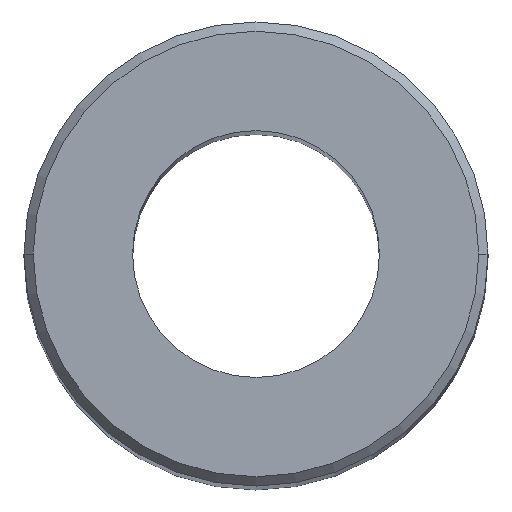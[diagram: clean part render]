
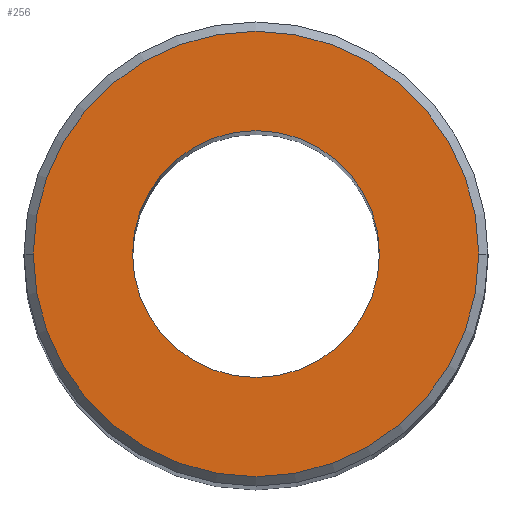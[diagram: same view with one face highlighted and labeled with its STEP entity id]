
A CAD part, top view. The second image highlights one B-rep face of the part: STEP entity #256.
In plain terms, the highlighted planar face has unit normal (0, 0, 1).
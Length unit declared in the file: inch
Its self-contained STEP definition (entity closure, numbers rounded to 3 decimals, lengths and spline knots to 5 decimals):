
#13 = CARTESIAN_POINT ( 'NONE',  ( -0.24, 0., 2.44 ) ) ;
#20 = DIRECTION ( 'NONE',  ( 0., 0., 1. ) ) ;
#21 = VERTEX_POINT ( 'NONE', #151 ) ;
#30 = DIRECTION ( 'NONE',  ( 0., 0., 1. ) ) ;
#31 = ORIENTED_EDGE ( 'NONE', *, *, #127, .F. ) ;
#32 = CIRCLE ( 'NONE', #100, 0.24 ) ;
#42 = CARTESIAN_POINT ( 'NONE',  ( 0., 0., 2.44 ) ) ;
#55 = EDGE_LOOP ( 'NONE', ( #58, #31 ) ) ;
#58 = ORIENTED_EDGE ( 'NONE', *, *, #260, .F. ) ;
#65 = CARTESIAN_POINT ( 'NONE',  ( 0.133, 0., 2.44 ) ) ;
#70 = EDGE_CURVE ( 'NONE', #315, #182, #32, .T. ) ;
#76 = FACE_BOUND ( 'NONE', #55, .T. ) ;
#87 = FACE_OUTER_BOUND ( 'NONE', #137, .T. ) ;
#92 = CARTESIAN_POINT ( 'NONE',  ( 0., 0., 2.44 ) ) ;
#94 = CIRCLE ( 'NONE', #201, 0.24 ) ;
#95 = CARTESIAN_POINT ( 'NONE',  ( 0., 0., 2.44 ) ) ;
#100 = AXIS2_PLACEMENT_3D ( 'NONE', #92, #277, #124 ) ;
#109 = DIRECTION ( 'NONE',  ( 0., 0., 1. ) ) ;
#124 = DIRECTION ( 'NONE',  ( 1., 0., 0. ) ) ;
#127 = EDGE_CURVE ( 'NONE', #147, #21, #287, .T. ) ;
#137 = EDGE_LOOP ( 'NONE', ( #227, #321 ) ) ;
#147 = VERTEX_POINT ( 'NONE', #65 ) ;
#151 = CARTESIAN_POINT ( 'NONE',  ( -0.133, 0., 2.44 ) ) ;
#162 = CARTESIAN_POINT ( 'NONE',  ( 0., 0., 2.44 ) ) ;
#165 = DIRECTION ( 'NONE',  ( 1., 0., 0. ) ) ;
#171 = CARTESIAN_POINT ( 'NONE',  ( 0., 0., 2.44 ) ) ;
#182 = VERTEX_POINT ( 'NONE', #13 ) ;
#187 = DIRECTION ( 'NONE',  ( 1., 0., 0. ) ) ;
#195 = DIRECTION ( 'NONE',  ( 1., 0., 0. ) ) ;
#201 = AXIS2_PLACEMENT_3D ( 'NONE', #171, #30, #195 ) ;
#205 = AXIS2_PLACEMENT_3D ( 'NONE', #42, #109, #262 ) ;
#227 = ORIENTED_EDGE ( 'NONE', *, *, #243, .T. ) ;
#231 = CARTESIAN_POINT ( 'NONE',  ( 0.24, 0., 2.44 ) ) ;
#234 = PLANE ( 'NONE',  #205 ) ;
#243 = EDGE_CURVE ( 'NONE', #182, #315, #94, .T. ) ;
#256 = ADVANCED_FACE ( 'NONE', ( #87, #76 ), #234, .T. ) ;
#260 = EDGE_CURVE ( 'NONE', #21, #147, #311, .T. ) ;
#262 = DIRECTION ( 'NONE',  ( 1., 0., 0. ) ) ;
#272 = AXIS2_PLACEMENT_3D ( 'NONE', #95, #284, #165 ) ;
#277 = DIRECTION ( 'NONE',  ( 0., 0., 1. ) ) ;
#284 = DIRECTION ( 'NONE',  ( 0., 0., 1. ) ) ;
#287 = CIRCLE ( 'NONE', #272, 0.133 ) ;
#311 = CIRCLE ( 'NONE', #314, 0.133 ) ;
#314 = AXIS2_PLACEMENT_3D ( 'NONE', #162, #20, #187 ) ;
#315 = VERTEX_POINT ( 'NONE', #231 ) ;
#321 = ORIENTED_EDGE ( 'NONE', *, *, #70, .T. ) ;
